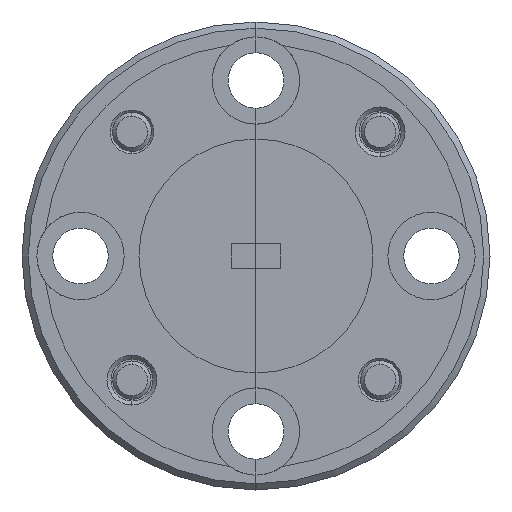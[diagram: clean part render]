
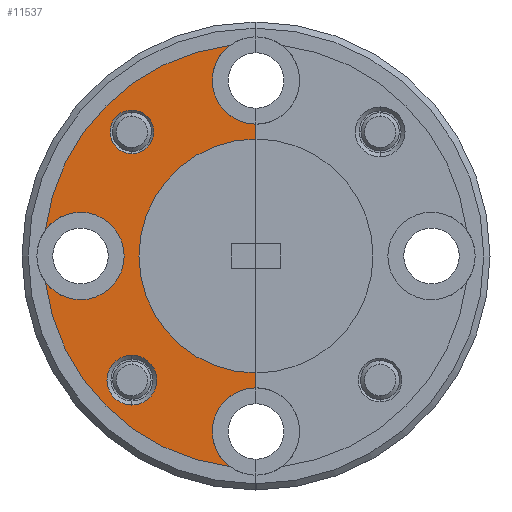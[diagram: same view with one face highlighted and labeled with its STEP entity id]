
A CAD part, left-side view. The second image highlights one B-rep face of the part: STEP entity #11537.
In plain terms, the highlighted planar face has unit normal (-1, 0, 0).
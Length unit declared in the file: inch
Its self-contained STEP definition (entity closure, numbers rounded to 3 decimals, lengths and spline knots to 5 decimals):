
#159 = CIRCLE ( 'NONE', #7608, 0.07 ) ;
#182 = ORIENTED_EDGE ( 'NONE', *, *, #1912, .T. ) ;
#220 = EDGE_CURVE ( 'NONE', #894, #4826, #4849, .T. ) ;
#285 = EDGE_CURVE ( 'NONE', #4316, #7600, #6609, .T. ) ;
#343 = AXIS2_PLACEMENT_3D ( 'NONE', #3567, #1671, #5437 ) ;
#363 = CIRCLE ( 'NONE', #4680, 0.1875 ) ;
#420 = CARTESIAN_POINT ( 'NONE',  ( -0.58, 0.33593, 0.04177 ) ) ;
#894 = VERTEX_POINT ( 'NONE', #7168 ) ;
#937 = EDGE_CURVE ( 'NONE', #4955, #11050, #363, .T. ) ;
#941 = DIRECTION ( 'NONE',  ( 0., 0., 1. ) ) ;
#1054 = DIRECTION ( 'NONE',  ( -1., 0., 0. ) ) ;
#1276 = AXIS2_PLACEMENT_3D ( 'NONE', #6120, #6857, #5945 ) ;
#1364 = VERTEX_POINT ( 'NONE', #7153 ) ;
#1407 = EDGE_CURVE ( 'NONE', #4316, #11050, #4518, .T. ) ;
#1612 = CARTESIAN_POINT ( 'NONE',  ( -0.58, 0.27975, 0. ) ) ;
#1626 = AXIS2_PLACEMENT_3D ( 'NONE', #9424, #9489, #5960 ) ;
#1671 = DIRECTION ( 'NONE',  ( -1., 0., 0. ) ) ;
#1673 = CARTESIAN_POINT ( 'NONE',  ( -0.58, 0., 0. ) ) ;
#1676 = DIRECTION ( 'NONE',  ( 0., 0., 1. ) ) ;
#1813 = ORIENTED_EDGE ( 'NONE', *, *, #1407, .T. ) ;
#1844 = EDGE_CURVE ( 'NONE', #10937, #10203, #159, .T. ) ;
#1912 = EDGE_CURVE ( 'NONE', #10937, #7600, #11504, .T. ) ;
#2004 = CIRCLE ( 'NONE', #5159, 0.07 ) ;
#2029 = CARTESIAN_POINT ( 'NONE',  ( -0.58, 0.19737, -0.15887 ) ) ;
#2037 = DIRECTION ( 'NONE',  ( 0., 0., 1. ) ) ;
#2307 = ORIENTED_EDGE ( 'NONE', *, *, #10931, .T. ) ;
#2368 = VERTEX_POINT ( 'NONE', #8717 ) ;
#2438 = EDGE_CURVE ( 'NONE', #4955, #2368, #8824, .T. ) ;
#2690 = ORIENTED_EDGE ( 'NONE', *, *, #4104, .F. ) ;
#2691 = ORIENTED_EDGE ( 'NONE', *, *, #11125, .F. ) ;
#2859 = CARTESIAN_POINT ( 'NONE',  ( -0.58, 0.33593, -0.04177 ) ) ;
#3069 = AXIS2_PLACEMENT_3D ( 'NONE', #5669, #4875, #2037 ) ;
#3156 = AXIS2_PLACEMENT_3D ( 'NONE', #10589, #7055, #8722 ) ;
#3201 = AXIS2_PLACEMENT_3D ( 'NONE', #12068, #5649, #10218 ) ;
#3229 = ORIENTED_EDGE ( 'NONE', *, *, #937, .F. ) ;
#3269 = AXIS2_PLACEMENT_3D ( 'NONE', #6351, #5672, #1676 ) ;
#3519 = ORIENTED_EDGE ( 'NONE', *, *, #10316, .F. ) ;
#3567 = CARTESIAN_POINT ( 'NONE',  ( -0.58, 0.19737, -0.19887 ) ) ;
#3738 = AXIS2_PLACEMENT_3D ( 'NONE', #7096, #8932, #11864 ) ;
#3801 = CIRCLE ( 'NONE', #3201, 0.04 ) ;
#3985 = DIRECTION ( 'NONE',  ( -1., 0., 0. ) ) ;
#4033 = PLANE ( 'NONE',  #1276 ) ;
#4104 = EDGE_CURVE ( 'NONE', #10203, #4663, #5721, .T. ) ;
#4316 = VERTEX_POINT ( 'NONE', #8804 ) ;
#4469 = CARTESIAN_POINT ( 'NONE',  ( -0.58, 0.27975, 0. ) ) ;
#4518 = LINE ( 'NONE', #1673, #5060 ) ;
#4633 = EDGE_LOOP ( 'NONE', ( #5275, #1813, #3229, #5101, #3519, #2307, #9773, #2690, #8524, #182 ) ) ;
#4637 = CARTESIAN_POINT ( 'NONE',  ( -0.58, 0.19737, 0.16387 ) ) ;
#4663 = VERTEX_POINT ( 'NONE', #5547 ) ;
#4680 = AXIS2_PLACEMENT_3D ( 'NONE', #7904, #8989, #6252 ) ;
#4809 = DIRECTION ( 'NONE',  ( 0., 0., 1. ) ) ;
#4826 = VERTEX_POINT ( 'NONE', #2029 ) ;
#4841 = EDGE_CURVE ( 'NONE', #4663, #9283, #2004, .T. ) ;
#4849 = CIRCLE ( 'NONE', #343, 0.04 ) ;
#4854 = DIRECTION ( 'NONE',  ( 0., 0., 1. ) ) ;
#4875 = DIRECTION ( 'NONE',  ( -1., 0., 0. ) ) ;
#4943 = AXIS2_PLACEMENT_3D ( 'NONE', #10412, #3985, #4854 ) ;
#4955 = VERTEX_POINT ( 'NONE', #5286 ) ;
#5060 = VECTOR ( 'NONE', #941, 39.37008 ) ;
#5101 = ORIENTED_EDGE ( 'NONE', *, *, #2438, .T. ) ;
#5159 = AXIS2_PLACEMENT_3D ( 'NONE', #6699, #1054, #4809 ) ;
#5202 = CARTESIAN_POINT ( 'NONE',  ( -0.58, 0.04027, 0.33742 ) ) ;
#5243 = EDGE_CURVE ( 'NONE', #1364, #6930, #9256, .T. ) ;
#5275 = ORIENTED_EDGE ( 'NONE', *, *, #285, .F. ) ;
#5286 = CARTESIAN_POINT ( 'NONE',  ( -0.58, 0., 0.18749 ) ) ;
#5375 = DIRECTION ( 'NONE',  ( -1., 0., 0. ) ) ;
#5385 = ORIENTED_EDGE ( 'NONE', *, *, #5243, .F. ) ;
#5437 = DIRECTION ( 'NONE',  ( 0., 0., 1. ) ) ;
#5547 = CARTESIAN_POINT ( 'NONE',  ( -0.58, 0.27975, 0.07 ) ) ;
#5649 = DIRECTION ( 'NONE',  ( -1., 0., 0. ) ) ;
#5669 = CARTESIAN_POINT ( 'NONE',  ( -0.58, -0.0015, -0.28125 ) ) ;
#5672 = DIRECTION ( 'NONE',  ( -1., 0., 0. ) ) ;
#5721 = CIRCLE ( 'NONE', #9228, 0.07 ) ;
#5751 = ORIENTED_EDGE ( 'NONE', *, *, #220, .F. ) ;
#5945 = DIRECTION ( 'NONE',  ( 0., 0., 1. ) ) ;
#5960 = DIRECTION ( 'NONE',  ( 0., 0., 1. ) ) ;
#6029 = ORIENTED_EDGE ( 'NONE', *, *, #8005, .F. ) ;
#6120 = CARTESIAN_POINT ( 'NONE',  ( -0.58, -0.0015, 0. ) ) ;
#6235 = VECTOR ( 'NONE', #11694, 39.37008 ) ;
#6252 = DIRECTION ( 'NONE',  ( 0., 0., 1. ) ) ;
#6351 = CARTESIAN_POINT ( 'NONE',  ( -0.58, -0.0015, 0. ) ) ;
#6609 = CIRCLE ( 'NONE', #3069, 0.07 ) ;
#6699 = CARTESIAN_POINT ( 'NONE',  ( -0.58, 0.27975, 0. ) ) ;
#6816 = CARTESIAN_POINT ( 'NONE',  ( -0.58, 0., -0.18749 ) ) ;
#6857 = DIRECTION ( 'NONE',  ( -1., 0., 0. ) ) ;
#6920 = FACE_BOUND ( 'NONE', #11371, .T. ) ;
#6930 = VERTEX_POINT ( 'NONE', #4637 ) ;
#7055 = DIRECTION ( 'NONE',  ( -1., 0., 0. ) ) ;
#7096 = CARTESIAN_POINT ( 'NONE',  ( -0.58, -0.0015, 0.28125 ) ) ;
#7153 = CARTESIAN_POINT ( 'NONE',  ( -0.58, 0.19737, 0.23387 ) ) ;
#7160 = DIRECTION ( 'NONE',  ( 0., 0., 1. ) ) ;
#7168 = CARTESIAN_POINT ( 'NONE',  ( -0.58, 0.19737, -0.23887 ) ) ;
#7283 = DIRECTION ( 'NONE',  ( -1., 0., 0. ) ) ;
#7600 = VERTEX_POINT ( 'NONE', #8414 ) ;
#7608 = AXIS2_PLACEMENT_3D ( 'NONE', #1612, #5375, #11154 ) ;
#7904 = CARTESIAN_POINT ( 'NONE',  ( -0.58, -0.0015, 0. ) ) ;
#8005 = EDGE_CURVE ( 'NONE', #4826, #894, #3801, .T. ) ;
#8414 = CARTESIAN_POINT ( 'NONE',  ( -0.58, 0.04027, -0.33743 ) ) ;
#8524 = ORIENTED_EDGE ( 'NONE', *, *, #1844, .F. ) ;
#8705 = FACE_BOUND ( 'NONE', #8800, .T. ) ;
#8717 = CARTESIAN_POINT ( 'NONE',  ( -0.58, 0., 0.21127 ) ) ;
#8722 = DIRECTION ( 'NONE',  ( 0., 0., 1. ) ) ;
#8800 = EDGE_LOOP ( 'NONE', ( #5385, #2691 ) ) ;
#8804 = CARTESIAN_POINT ( 'NONE',  ( -0.58, 0., -0.21127 ) ) ;
#8824 = LINE ( 'NONE', #10700, #6235 ) ;
#8932 = DIRECTION ( 'NONE',  ( -1., 0., 0. ) ) ;
#8989 = DIRECTION ( 'NONE',  ( -1., 0., 0. ) ) ;
#9228 = AXIS2_PLACEMENT_3D ( 'NONE', #4469, #7283, #7160 ) ;
#9256 = CIRCLE ( 'NONE', #1626, 0.035 ) ;
#9283 = VERTEX_POINT ( 'NONE', #420 ) ;
#9424 = CARTESIAN_POINT ( 'NONE',  ( -0.58, 0.19737, 0.19887 ) ) ;
#9489 = DIRECTION ( 'NONE',  ( -1., 0., 0. ) ) ;
#9594 = FACE_OUTER_BOUND ( 'NONE', #4633, .T. ) ;
#9773 = ORIENTED_EDGE ( 'NONE', *, *, #4841, .F. ) ;
#10009 = CIRCLE ( 'NONE', #4943, 0.34 ) ;
#10203 = VERTEX_POINT ( 'NONE', #10518 ) ;
#10218 = DIRECTION ( 'NONE',  ( 0., 0., 1. ) ) ;
#10316 = EDGE_CURVE ( 'NONE', #10379, #2368, #10592, .T. ) ;
#10379 = VERTEX_POINT ( 'NONE', #5202 ) ;
#10412 = CARTESIAN_POINT ( 'NONE',  ( -0.58, -0.0015, 0. ) ) ;
#10518 = CARTESIAN_POINT ( 'NONE',  ( -0.58, 0.27975, -0.07 ) ) ;
#10589 = CARTESIAN_POINT ( 'NONE',  ( -0.58, 0.19737, 0.19887 ) ) ;
#10592 = CIRCLE ( 'NONE', #3738, 0.07 ) ;
#10700 = CARTESIAN_POINT ( 'NONE',  ( -0.58, 0., 0. ) ) ;
#10931 = EDGE_CURVE ( 'NONE', #10379, #9283, #10009, .T. ) ;
#10937 = VERTEX_POINT ( 'NONE', #2859 ) ;
#11050 = VERTEX_POINT ( 'NONE', #6816 ) ;
#11125 = EDGE_CURVE ( 'NONE', #6930, #1364, #11178, .T. ) ;
#11154 = DIRECTION ( 'NONE',  ( 0., 0., 1. ) ) ;
#11178 = CIRCLE ( 'NONE', #3156, 0.035 ) ;
#11371 = EDGE_LOOP ( 'NONE', ( #6029, #5751 ) ) ;
#11504 = CIRCLE ( 'NONE', #3269, 0.34 ) ;
#11537 = ADVANCED_FACE ( 'NONE', ( #9594, #6920, #8705 ), #4033, .T. ) ;
#11694 = DIRECTION ( 'NONE',  ( 0., 0., 1. ) ) ;
#11864 = DIRECTION ( 'NONE',  ( 0., 0., 1. ) ) ;
#12068 = CARTESIAN_POINT ( 'NONE',  ( -0.58, 0.19737, -0.19887 ) ) ;
